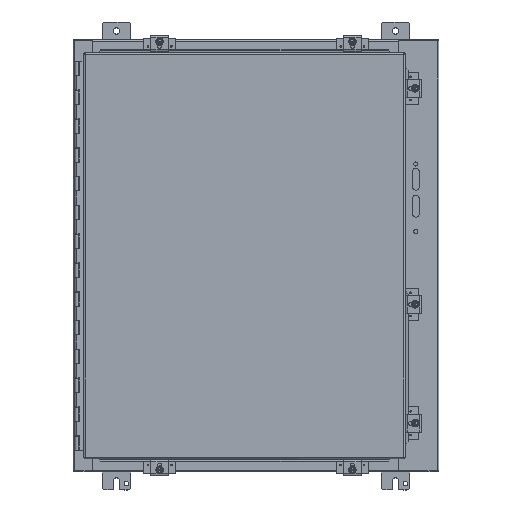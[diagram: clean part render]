
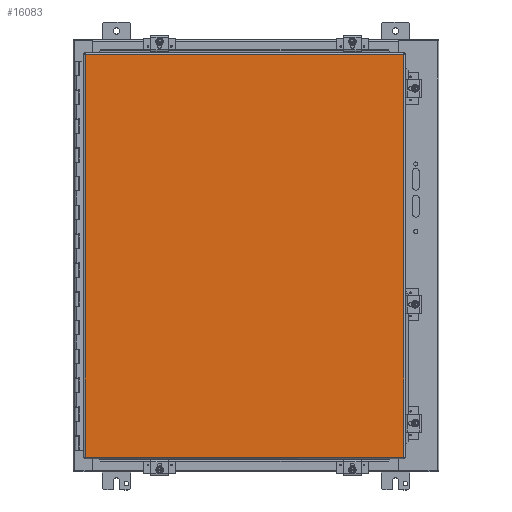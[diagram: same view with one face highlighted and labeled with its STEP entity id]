
A CAD part, top view. The second image highlights one B-rep face of the part: STEP entity #16083.
In plain terms, the highlighted planar face has unit normal (0, 0, 1).
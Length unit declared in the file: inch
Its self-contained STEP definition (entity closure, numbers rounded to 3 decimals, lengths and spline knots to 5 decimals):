
#930=PLANE('',#17360);
#1688=FACE_OUTER_BOUND('',#2643,.T.);
#2643=EDGE_LOOP('',(#13498,#13499,#13500,#13501));
#4121=LINE('',#26058,#5618);
#4127=LINE('',#26139,#5624);
#4133=LINE('',#26221,#5630);
#4140=LINE('',#26302,#5637);
#5618=VECTOR('',#21069,27.977);
#5624=VECTOR('',#21083,22.13325);
#5630=VECTOR('',#21097,27.977);
#5637=VECTOR('',#21114,22.13325);
#7610=VERTEX_POINT('',#26049);
#7611=VERTEX_POINT('',#26057);
#7614=VERTEX_POINT('',#26131);
#7618=VERTEX_POINT('',#26213);
#9609=EDGE_CURVE('',#7611,#7610,#4121,.T.);
#9619=EDGE_CURVE('',#7610,#7614,#4127,.T.);
#9629=EDGE_CURVE('',#7614,#7618,#4133,.T.);
#9640=EDGE_CURVE('',#7618,#7611,#4140,.T.);
#13498=ORIENTED_EDGE('',*,*,#9609,.T.);
#13499=ORIENTED_EDGE('',*,*,#9619,.T.);
#13500=ORIENTED_EDGE('',*,*,#9629,.T.);
#13501=ORIENTED_EDGE('',*,*,#9640,.T.);
#16083=ADVANCED_FACE('',(#1688),#930,.T.);
#17360=AXIS2_PLACEMENT_3D('',#26370,#21124,#21125);
#21069=DIRECTION('',(0.,1.,0.));
#21083=DIRECTION('',(-1.,0.,0.));
#21097=DIRECTION('',(0.,-1.,0.));
#21114=DIRECTION('',(1.,0.,0.));
#21124=DIRECTION('center_axis',(0.,0.,1.));
#21125=DIRECTION('ref_axis',(1.,0.,0.));
#26049=CARTESIAN_POINT('',(22.2385,28.08225,0.074));
#26057=CARTESIAN_POINT('',(22.2385,0.10525,0.074));
#26058=CARTESIAN_POINT('',(22.2385,7.0995,0.074));
#26131=CARTESIAN_POINT('',(0.10525,28.08225,0.074));
#26139=CARTESIAN_POINT('',(16.70519,28.08225,0.074));
#26213=CARTESIAN_POINT('',(0.10525,0.10525,0.074));
#26221=CARTESIAN_POINT('',(0.10525,21.088,0.074));
#26302=CARTESIAN_POINT('',(5.63856,0.10525,0.074));
#26370=CARTESIAN_POINT('Origin',(11.17188,14.09375,0.074));
